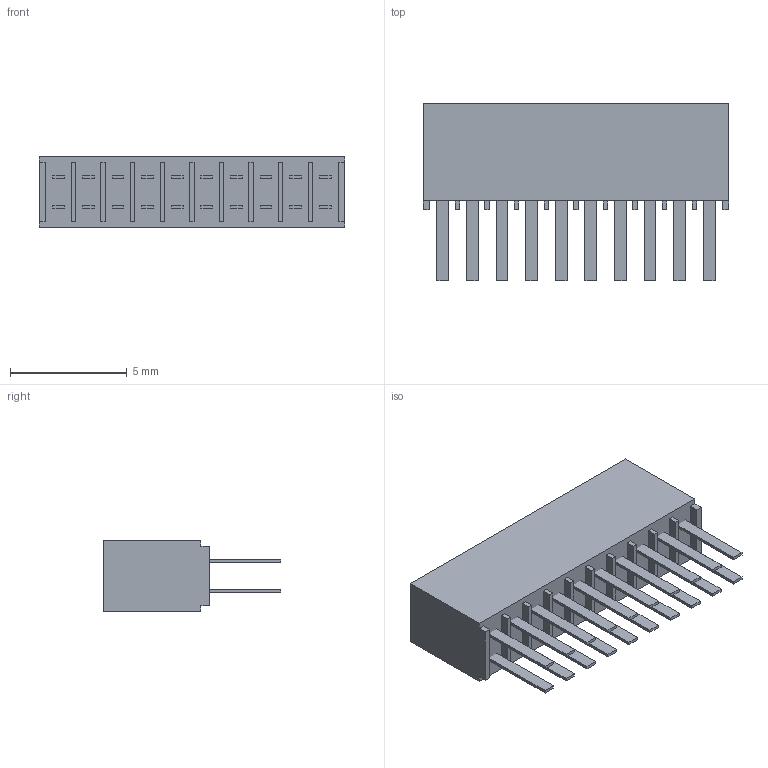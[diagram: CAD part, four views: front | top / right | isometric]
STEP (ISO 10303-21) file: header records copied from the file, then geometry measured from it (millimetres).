
FILE_DESCRIPTION( ( 'STEP AP214' ), '1' );
FILE_NAME( 'SFMC-110-01-L-D.stp', '2022-06-08T01:03:42', ( 'License CC BY-ND 4.0' ), ( 'CADENAS' ), ' ', 'PARTsolutions', ' ' );
FILE_SCHEMA( ( 'AUTOMOTIVE_DESIGN { 1 0 10303 214 1 1 1 1 }' ) );
Length unit declared in the file: inch
Products named in the file (3): SFMC-110-01-L-D; _SFMC-110-01_socket; _C-10-01_spins
Assembly tree (2 placements, depth 2):
  SFMC-110-01-L-D
    _SFMC-110-01_socket
    _C-10-01_spins
Bounding box: 13.08 x 7.62 x 3.05 mm (x, y, z)
Volume: 158.3 mm3; surface area: 507.9 mm2
Topology: 2 solids, 2 shells, 341 faces, 796 edges, 504 vertices
Faces by surface type: plane 341
Entity records: 12192 total; most frequent: CARTESIAN_POINT 1644, ORIENTED_EDGE 1592, DIRECTION 1484, EDGE_CURVE 796, LINE 796, VECTOR 796, VERTEX_POINT 504, EDGE_LOOP 386
